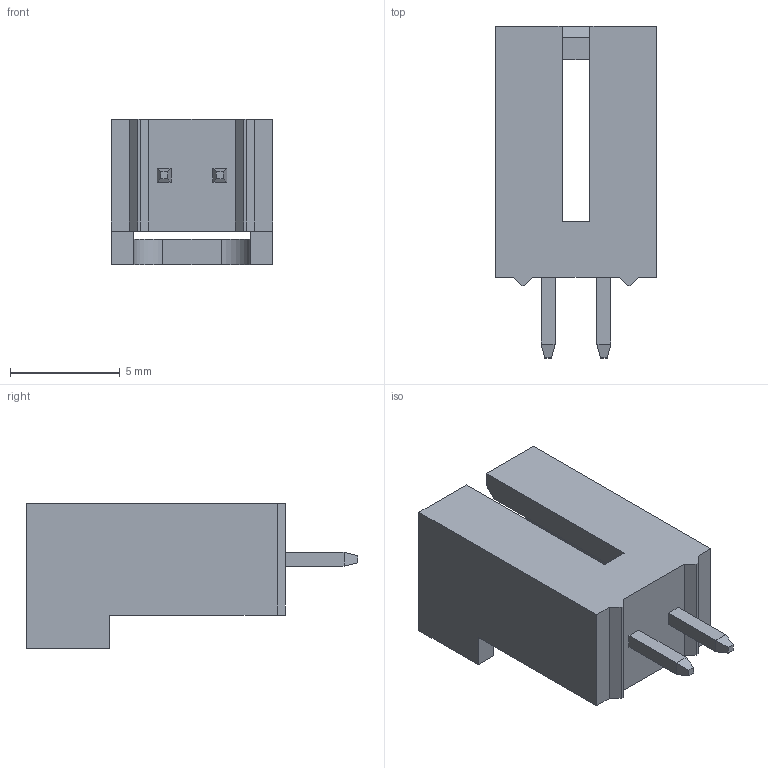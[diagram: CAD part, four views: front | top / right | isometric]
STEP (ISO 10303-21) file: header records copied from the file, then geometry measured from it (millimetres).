
FILE_DESCRIPTION (( 'STEP AP214' ), '1' );
FILE_NAME ('705430001.STEP', '2024-03-15T08:02:25', ( 'LENOVO' ), ( '' ), 'SwSTEP 2.0', 'SolidWorks 2021', '' );
FILE_SCHEMA (( 'AUTOMOTIVE_DESIGN' ));
Length unit declared in the file: inch
Products named in the file (1): 705430001
Bounding box: 7.37 x 15.11 x 6.6 mm (x, y, z)
Volume: 270 mm3; surface area: 554.8 mm2
Topology: 6 solids, 6 shells, 89 faces, 215 edges, 136 vertices
Faces by surface type: plane 87, cylinder 2
Entity records: 2616 total; most frequent: CARTESIAN_POINT 441, ORIENTED_EDGE 430, DIRECTION 399, EDGE_CURVE 215, VECTOR 211, LINE 211, VERTEX_POINT 136, AXIS2_PLACEMENT_3D 94
